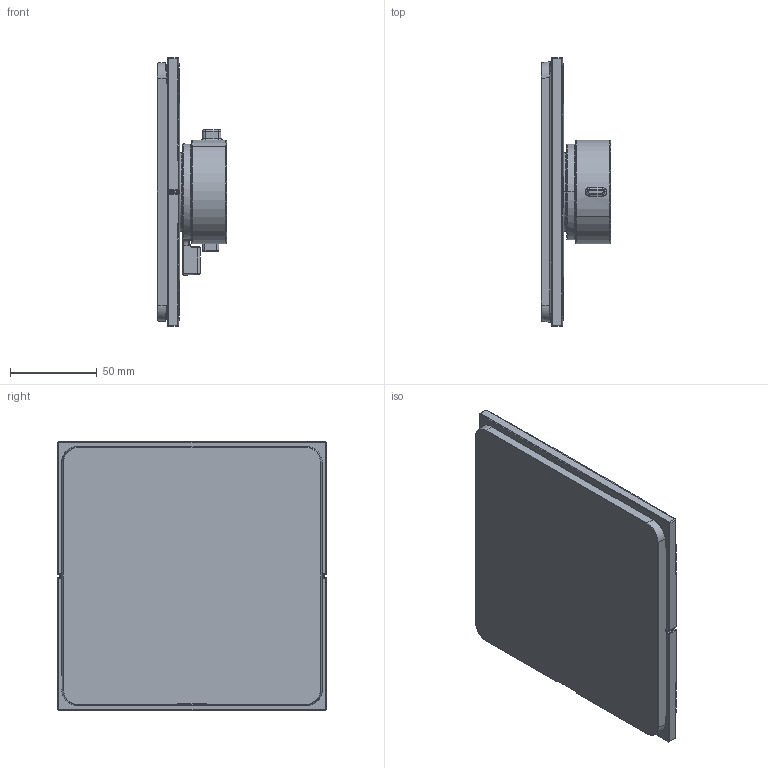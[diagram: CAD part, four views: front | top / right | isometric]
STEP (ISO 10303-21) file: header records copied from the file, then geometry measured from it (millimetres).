
FILE_DESCRIPTION(('CAx-IF Rec.Pracs.---Model Styling and Organization---1.2---2011-12-15','CAx-IF Rec.Pracs.---Geometric and Assembly Validation Properties---4.1---2014-06-16','CAx-IF Rec.Pracs.---PMI Polyline Presentation---2.0---2013-05-24'),'2;1');
FILE_NAME('1000157542_PPR_000.stp','2022-05-19T13:47:55+02:00',(''),(''),'STEP Interface 4.3 by CT CoreTechnologie','3D_Evolution4.3 by CT CoreTechnologie','');
FILE_SCHEMA(('AP203_CONFIGURATION_CONTROLLED_3D_DESIGN_OF_MECHANICAL_PARTS_AND_ASSEMBLIES_MIM_LF'));
Length unit declared in the file: millimetre
Products named in the file (11): P_2 HG ShowerSel.Com.E TH UP 2 Verb. 1000157542_PPR_000_A1; P_2 Taste square Therm.Select iBox Next 1000157545_PPA_000_A0; P_2 Thermostatgriff_iBox_next_T30 1000157544_PPR_000_A0; P_2 Thermostatgriff iBox Next T30 1000157549_PPA_000_A0; P_2 Taste Therm.griff Select iBox Next 1000157548_PPA_000_A0; P_2 Traegerrosette kpl.Softcube T30 iBox 1000158322_PPR_000_A0; P_2 Traegrosette Softcube iBox Next 1000157551_PPA_000_A1; P_2 Traegrosette fest Ther.Select iBoxNe 1000157553_PPA_000_A0; P_2 Einsatz Markierung iBox Next 1000157552_PPA_000_A0; P_2 Markiereinsatz iBox Next 1000157373_PPA_000_A0; P_2 Volumengriff iBox Next T30 1000157547_PPA_000_A0
Assembly tree (13 placements, depth 3):
  P_2 HG ShowerSel.Com.E TH UP 2 Verb. 1000157542_PPR_000_A1
    P_2 Taste square Therm.Select iBox Next 1000157545_PPA_000_A0  x2
    P_2 Thermostatgriff_iBox_next_T30 1000157544_PPR_000_A0
      P_2 Thermostatgriff iBox Next T30 1000157549_PPA_000_A0
      P_2 Taste Therm.griff Select iBox Next 1000157548_PPA_000_A0
    P_2 Traegerrosette kpl.Softcube T30 iBox 1000158322_PPR_000_A0
      P_2 Traegrosette Softcube iBox Next 1000157551_PPA_000_A1
      P_2 Traegrosette fest Ther.Select iBoxNe 1000157553_PPA_000_A0
      P_2 Einsatz Markierung iBox Next 1000157552_PPA_000_A0  x2
    P_2 Markiereinsatz iBox Next 1000157373_PPA_000_A0  x2
    P_2 Volumengriff iBox Next T30 1000157547_PPA_000_A0
Bounding box: 40.1 x 155.2 x 155.2 mm (x, y, z)
Volume: 406208.1 mm3; surface area: 121650.9 mm2
Topology: 11 solids, 11 shells, 559 faces, 1294 edges, 727 vertices
Faces by surface type: bspline 286, cylinder 164, plane 109
Entity records: 32457 total; most frequent: CARTESIAN_POINT 18766, ORIENTED_EDGE 1802, DIRECTION 1701, EDGE_CURVE 901, AXIS2_PLACEMENT_3D 660, VERTEX_POINT 522, CIRCLE 443, EDGE_LOOP 397
